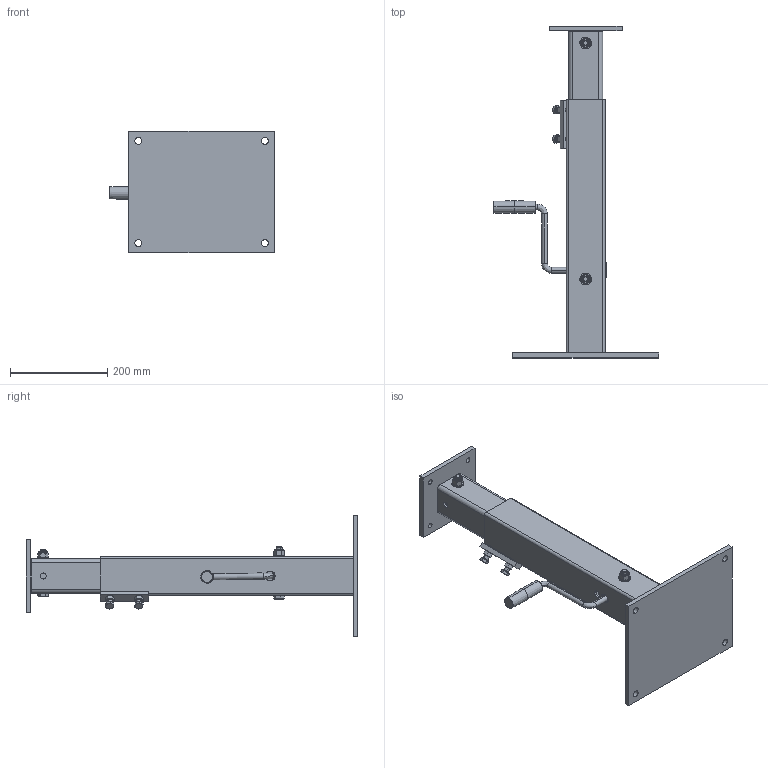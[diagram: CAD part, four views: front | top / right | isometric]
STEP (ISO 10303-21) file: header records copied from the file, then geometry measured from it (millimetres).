
FILE_DESCRIPTION (( 'STEP AP203' ), '1' );
FILE_NAME ('250411_20533.STEP', '2025-04-10T10:28:21', ( '' ), ( '' ), 'SwSTEP 2.0', 'SolidWorks 2024', '' );
FILE_SCHEMA (( 'CONFIG_CONTROL_DESIGN' ));
Length unit declared in the file: millimetre
Products named in the file (21): Kurbel; DIN933M12x90; 19053P10_opened on height 500; hex nut style 1 gradeab_din_Hexagon Nut ISO 4032 - M10 - D - N; 20533P1; DIN125d12x2.5; 20533P2; Schaft m; 19053P11; 250411_20533; SFL 40_SFL25; 20533P1-1_20533P1-1; DIN933M12x100; 20533P2-2_17514P6; DIN985M12_[40]   ?'''' -16; 3-400076-03p.1-3; 20533P2-1; 20533P1-2_20533P1-2; hex screw gradeab_din_DIN EN 24017 - M10 x 35-N; 13436P7; 203466M3
Assembly tree (24 placements, depth 3):
  250411_20533
    20533P1
      20533P1-2_20533P1-2
      20533P1-1_20533P1-1
      3-400076-03p.1-3
    20533P2
      20533P2-1
      20533P2-2_17514P6
    19053P10_opened on height 500
      203466M3
      Kurbel
      Schaft m
      13436P7
      19053P11
    SFL 40_SFL25
    DIN125d12x2.5  x2
    DIN933M12x90
    DIN933M12x100
    DIN985M12_[40]   ?'''' -16  x2
    hex screw gradeab_din_DIN EN 24017 - M10 x 35-N  x2
    hex nut style 1 gradeab_din_Hexagon Nut ISO 4032 - M10 - D - N  x2
Bounding box: 339.4 x 682 x 250 mm (x, y, z)
Volume: 3611771.2 mm3; surface area: 984487.3 mm2
Topology: 21 solids, 21 shells, 545 faces, 1294 edges, 812 vertices
Faces by surface type: plane 225, cylinder 172, cone 110, bspline 28, torus 10
Entity records: 16785 total; most frequent: CARTESIAN_POINT 3709, DIRECTION 2328, ORIENTED_EDGE 2172, EDGE_CURVE 1086, AXIS2_PLACEMENT_3D 895, VERTEX_POINT 692, LINE 538, VECTOR 538
